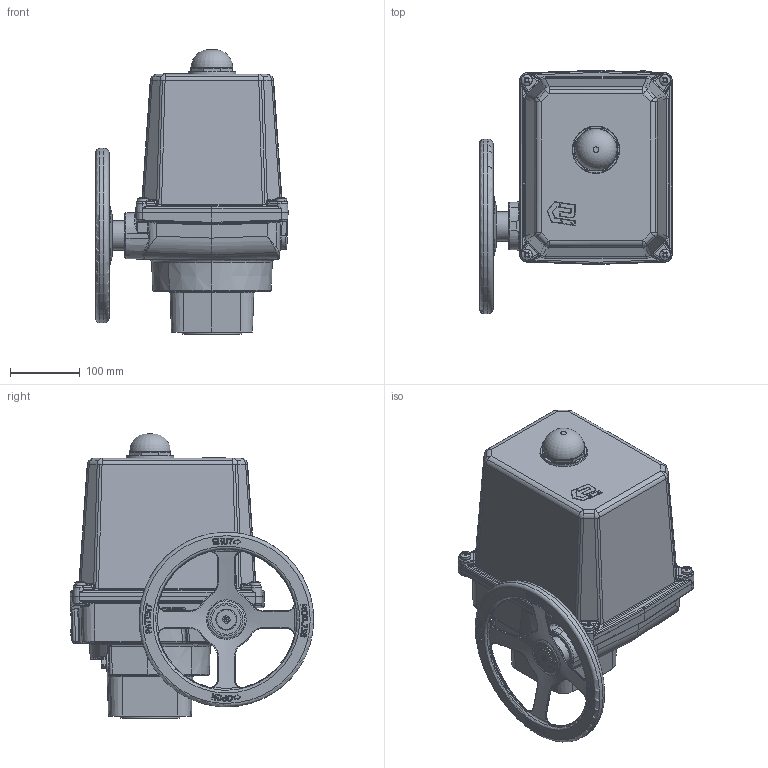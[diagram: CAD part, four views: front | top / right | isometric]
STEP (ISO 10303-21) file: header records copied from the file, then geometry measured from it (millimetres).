
FILE_DESCRIPTION(('HOOPS Exchange Step'),'2;1');
FILE_NAME('AN0300_1003_F12.stp','2025-04-25T13:37:35+02:00',('nieru'),('Unknown organisation'),'HOOPS Exchange 2024.2','HOOPS Exchange','Unknown authorisation');
FILE_SCHEMA( ('AP203_CONFIGURATION_CONTROLLED_3D_DESIGN_OF_MECHANICAL_PARTS_AND_ASSEMBLIES_MIM_LF') );
Length unit declared in the file: millimetre
Products named in the file (5): 0; root
Assembly tree (4 placements, depth 3):
  root
    0
      0
      0
      0
Bounding box: 275.1 x 348.28 x 407.7 mm (x, y, z)
Volume: 13920840.1 mm3; surface area: 723586.1 mm2
Topology: 22 solids, 23 shells, 3185 faces, 7891 edges, 4727 vertices
Faces by surface type: cylinder 1196, bspline 627, torus 579, plane 549, cone 155, sphere 79
Full cylindrical faces by diameter (mm): 3.1 x1, 3.219 x1, 6 x1, 10.106 x4, 10.5 x1, 15.875 x1, 16 x1, 20 x3, 24 x2, 30 x1, 42 x4, 55 x2, 58.632 x1, 59.415 x1, 60.2 x1, 74.53 x1, 85 x1, 230 x1, 246 x1, 250 x1
Entity records: 212792 total; most frequent: CARTESIAN_POINT 142980, ORIENTED_EDGE 15584, DIRECTION 12979, EDGE_CURVE 7792, AXIS2_PLACEMENT_3D 5304, VERTEX_POINT 4727, EDGE_LOOP 3291, FACE_BOUND 3291
